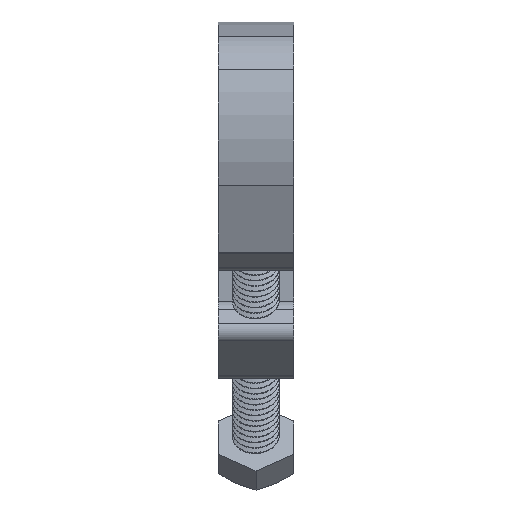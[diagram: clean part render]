
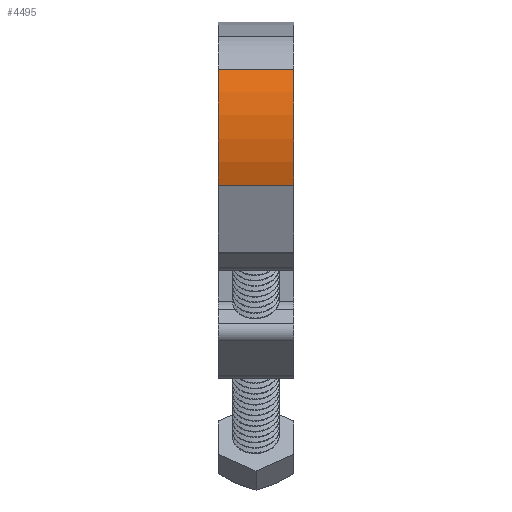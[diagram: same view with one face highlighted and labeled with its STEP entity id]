
A CAD part, top view. The second image highlights one B-rep face of the part: STEP entity #4495.
In plain terms, the highlighted cylindrical face has radius 26.785 mm (diameter 53.57 mm), a partial arc.
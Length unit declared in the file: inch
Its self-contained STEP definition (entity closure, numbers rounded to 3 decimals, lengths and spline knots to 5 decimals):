
#414=FACE_OUTER_BOUND('',#669,.T.);
#669=EDGE_LOOP('',(#3015,#3016,#3017,#3018));
#966=LINE('',#6476,#1311);
#967=LINE('',#6482,#1312);
#1311=VECTOR('',#5356,39.37008);
#1312=VECTOR('',#5363,39.37008);
#1620=CIRCLE('',#4851,1.05452);
#1621=CIRCLE('',#4852,1.05452);
#1782=VERTEX_POINT('',#6473);
#1783=VERTEX_POINT('',#6475);
#1784=VERTEX_POINT('',#6479);
#1785=VERTEX_POINT('',#6481);
#2277=EDGE_CURVE('',#1783,#1782,#966,.T.);
#2279=EDGE_CURVE('',#1782,#1784,#1620,.T.);
#2280=EDGE_CURVE('',#1785,#1784,#967,.T.);
#2281=EDGE_CURVE('',#1783,#1785,#1621,.T.);
#3015=ORIENTED_EDGE('',*,*,#2279,.T.);
#3016=ORIENTED_EDGE('',*,*,#2280,.F.);
#3017=ORIENTED_EDGE('',*,*,#2281,.F.);
#3018=ORIENTED_EDGE('',*,*,#2277,.T.);
#4327=CYLINDRICAL_SURFACE('',#4850,1.05452);
#4495=ADVANCED_FACE('',(#414),#4327,.T.);
#4850=AXIS2_PLACEMENT_3D('',#6478,#5359,#5360);
#4851=AXIS2_PLACEMENT_3D('',#6480,#5361,#5362);
#4852=AXIS2_PLACEMENT_3D('',#6483,#5364,#5365);
#5356=DIRECTION('',(1.,0.,0.));
#5359=DIRECTION('center_axis',(1.,0.,0.));
#5360=DIRECTION('ref_axis',(0.,1.,0.));
#5361=DIRECTION('center_axis',(-1.,0.,0.));
#5362=DIRECTION('ref_axis',(0.,-1.,0.));
#5363=DIRECTION('',(1.,0.,0.));
#5364=DIRECTION('center_axis',(-1.,0.,0.));
#5365=DIRECTION('ref_axis',(0.,-1.,0.));
#6473=CARTESIAN_POINT('',(0.25,-8.78438,9.0766));
#6475=CARTESIAN_POINT('',(-0.25,-8.78438,9.0766));
#6476=CARTESIAN_POINT('',(-0.25,-8.78438,9.0766));
#6478=CARTESIAN_POINT('Origin',(-0.25,-8.41152,8.0902));
#6479=CARTESIAN_POINT('',(0.25,-8.01486,9.06727));
#6480=CARTESIAN_POINT('Origin',(0.25,-8.41152,8.0902));
#6481=CARTESIAN_POINT('',(-0.25,-8.01486,9.06727));
#6482=CARTESIAN_POINT('',(-0.25,-8.01486,9.06727));
#6483=CARTESIAN_POINT('Origin',(-0.25,-8.41152,8.0902));
